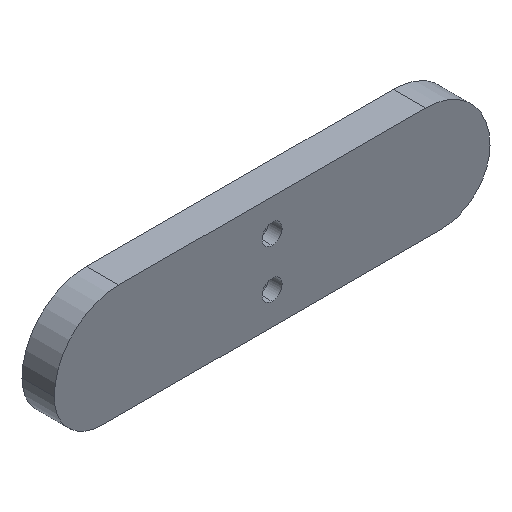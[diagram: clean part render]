
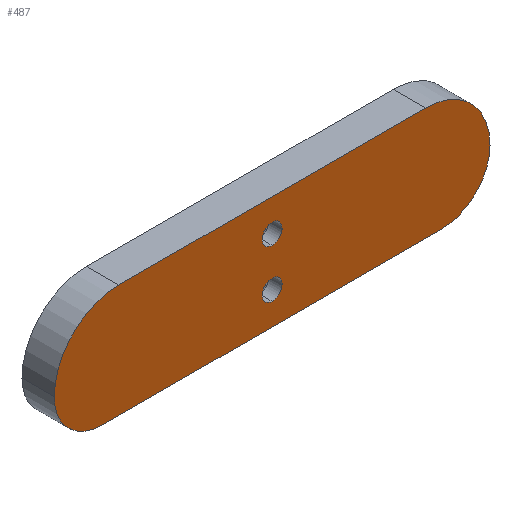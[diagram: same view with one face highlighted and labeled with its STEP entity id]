
A CAD part, isometric view. The second image highlights one B-rep face of the part: STEP entity #487.
In plain terms, the highlighted planar face has unit normal (0, -1, 0).
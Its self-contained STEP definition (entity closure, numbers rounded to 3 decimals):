
#17 = EDGE_CURVE ( 'NONE', #847, #337, #788, .T. ) ;
#29 = CARTESIAN_POINT ( 'NONE',  ( 67.25, 0., 5.623 ) ) ;
#35 = FACE_BOUND ( 'NONE', #402, .T. ) ;
#37 = CARTESIAN_POINT ( 'NONE',  ( 72.25, 0., -9.377 ) ) ;
#60 = CIRCLE ( 'NONE', #75, 20. ) ;
#64 = DIRECTION ( 'NONE',  ( 0., 0., 1. ) ) ;
#71 = AXIS2_PLACEMENT_3D ( 'NONE', #265, #540, #554 ) ;
#75 = AXIS2_PLACEMENT_3D ( 'NONE', #29, #607, #105 ) ;
#82 = AXIS2_PLACEMENT_3D ( 'NONE', #386, #615, #254 ) ;
#90 = DIRECTION ( 'NONE',  ( 0., 0., -1. ) ) ;
#98 = DIRECTION ( 'NONE',  ( 0., 0., 1. ) ) ;
#102 = FACE_OUTER_BOUND ( 'NONE', #679, .T. ) ;
#105 = DIRECTION ( 'NONE',  ( 0., 0., 1. ) ) ;
#114 = VERTEX_POINT ( 'NONE', #888 ) ;
#115 = EDGE_LOOP ( 'NONE', ( #510, #513 ) ) ;
#118 = CIRCLE ( 'NONE', #318, 15. ) ;
#126 = CARTESIAN_POINT ( 'NONE',  ( 19.75, 0., 15.623 ) ) ;
#130 = DIRECTION ( 'NONE',  ( 0., -1., 0. ) ) ;
#133 = CIRCLE ( 'NONE', #583, 3.1 ) ;
#173 = EDGE_CURVE ( 'NONE', #114, #771, #850, .T. ) ;
#199 = CIRCLE ( 'NONE', #706, 3.1 ) ;
#213 = ORIENTED_EDGE ( 'NONE', *, *, #765, .T. ) ;
#224 = CARTESIAN_POINT ( 'NONE',  ( -47.75, 0., -9.377 ) ) ;
#254 = DIRECTION ( 'NONE',  ( 0., 0., -1. ) ) ;
#262 = DIRECTION ( 'NONE',  ( 0., -1., 0. ) ) ;
#265 = CARTESIAN_POINT ( 'NONE',  ( 19.75, 0., 15.623 ) ) ;
#287 = DIRECTION ( 'NONE',  ( 0., -1., 0. ) ) ;
#306 = EDGE_CURVE ( 'NONE', #448, #523, #118, .T. ) ;
#318 = AXIS2_PLACEMENT_3D ( 'NONE', #428, #287, #562 ) ;
#326 = ORIENTED_EDGE ( 'NONE', *, *, #342, .F. ) ;
#337 = VERTEX_POINT ( 'NONE', #441 ) ;
#341 = DIRECTION ( 'NONE',  ( 0., 0., -1. ) ) ;
#342 = EDGE_CURVE ( 'NONE', #690, #812, #133, .T. ) ;
#360 = VERTEX_POINT ( 'NONE', #377 ) ;
#366 = CARTESIAN_POINT ( 'NONE',  ( -47.75, 0., 25.623 ) ) ;
#368 = EDGE_CURVE ( 'NONE', #847, #523, #373, .T. ) ;
#373 = LINE ( 'NONE', #224, #397 ) ;
#374 = DIRECTION ( 'NONE',  ( 1., 0., 0. ) ) ;
#377 = CARTESIAN_POINT ( 'NONE',  ( -27.75, 0., 25.623 ) ) ;
#386 = CARTESIAN_POINT ( 'NONE',  ( 19.75, 0., 0.623 ) ) ;
#397 = VECTOR ( 'NONE', #778, 1000. ) ;
#402 = EDGE_LOOP ( 'NONE', ( #853, #326 ) ) ;
#428 = CARTESIAN_POINT ( 'NONE',  ( -32.75, 0., 5.623 ) ) ;
#434 = CARTESIAN_POINT ( 'NONE',  ( -47.75, 0., 5.623 ) ) ;
#441 = CARTESIAN_POINT ( 'NONE',  ( 87.25, 0., 5.623 ) ) ;
#448 = VERTEX_POINT ( 'NONE', #434 ) ;
#450 = DIRECTION ( 'NONE',  ( 0., 0., 1. ) ) ;
#453 = VERTEX_POINT ( 'NONE', #703 ) ;
#459 = ORIENTED_EDGE ( 'NONE', *, *, #306, .T. ) ;
#464 = CIRCLE ( 'NONE', #82, 3.1 ) ;
#466 = CARTESIAN_POINT ( 'NONE',  ( 19.75, 0., 18.723 ) ) ;
#469 = CARTESIAN_POINT ( 'NONE',  ( 0., 0., 0. ) ) ;
#487 = ADVANCED_FACE ( 'NONE', ( #795, #35, #102 ), #727, .F. ) ;
#510 = ORIENTED_EDGE ( 'NONE', *, *, #173, .F. ) ;
#513 = ORIENTED_EDGE ( 'NONE', *, *, #642, .F. ) ;
#519 = ORIENTED_EDGE ( 'NONE', *, *, #614, .T. ) ;
#523 = VERTEX_POINT ( 'NONE', #871 ) ;
#524 = CARTESIAN_POINT ( 'NONE',  ( 72.25, 0., 5.623 ) ) ;
#540 = DIRECTION ( 'NONE',  ( 0., -1., 0. ) ) ;
#542 = CARTESIAN_POINT ( 'NONE',  ( -27.75, 0., 5.623 ) ) ;
#554 = DIRECTION ( 'NONE',  ( 0., 0., -1. ) ) ;
#555 = EDGE_CURVE ( 'NONE', #812, #690, #464, .T. ) ;
#562 = DIRECTION ( 'NONE',  ( 0., 0., 1. ) ) ;
#567 = LINE ( 'NONE', #366, #593 ) ;
#583 = AXIS2_PLACEMENT_3D ( 'NONE', #713, #708, #90 ) ;
#593 = VECTOR ( 'NONE', #374, 1000. ) ;
#597 = CARTESIAN_POINT ( 'NONE',  ( 19.75, 0., 3.723 ) ) ;
#607 = DIRECTION ( 'NONE',  ( 0., -1., 0. ) ) ;
#614 = EDGE_CURVE ( 'NONE', #360, #448, #721, .T. ) ;
#615 = DIRECTION ( 'NONE',  ( 0., -1., 0. ) ) ;
#617 = ORIENTED_EDGE ( 'NONE', *, *, #890, .F. ) ;
#642 = EDGE_CURVE ( 'NONE', #771, #114, #199, .T. ) ;
#663 = AXIS2_PLACEMENT_3D ( 'NONE', #469, #741, #98 ) ;
#679 = EDGE_LOOP ( 'NONE', ( #733, #829, #213, #617, #519, #459 ) ) ;
#690 = VERTEX_POINT ( 'NONE', #597 ) ;
#695 = AXIS2_PLACEMENT_3D ( 'NONE', #542, #262, #64 ) ;
#703 = CARTESIAN_POINT ( 'NONE',  ( 67.25, 0., 25.623 ) ) ;
#706 = AXIS2_PLACEMENT_3D ( 'NONE', #126, #130, #341 ) ;
#708 = DIRECTION ( 'NONE',  ( 0., -1., 0. ) ) ;
#713 = CARTESIAN_POINT ( 'NONE',  ( 19.75, 0., 0.623 ) ) ;
#721 = CIRCLE ( 'NONE', #695, 20. ) ;
#727 = PLANE ( 'NONE',  #663 ) ;
#733 = ORIENTED_EDGE ( 'NONE', *, *, #368, .F. ) ;
#741 = DIRECTION ( 'NONE',  ( 0., 1., 0. ) ) ;
#742 = DIRECTION ( 'NONE',  ( 0., -1., 0. ) ) ;
#765 = EDGE_CURVE ( 'NONE', #337, #453, #60, .T. ) ;
#771 = VERTEX_POINT ( 'NONE', #466 ) ;
#778 = DIRECTION ( 'NONE',  ( -1., 0., 0. ) ) ;
#788 = CIRCLE ( 'NONE', #811, 15. ) ;
#795 = FACE_BOUND ( 'NONE', #115, .T. ) ;
#796 = CARTESIAN_POINT ( 'NONE',  ( 19.75, 0., -2.477 ) ) ;
#811 = AXIS2_PLACEMENT_3D ( 'NONE', #524, #742, #450 ) ;
#812 = VERTEX_POINT ( 'NONE', #796 ) ;
#829 = ORIENTED_EDGE ( 'NONE', *, *, #17, .T. ) ;
#847 = VERTEX_POINT ( 'NONE', #37 ) ;
#850 = CIRCLE ( 'NONE', #71, 3.1 ) ;
#853 = ORIENTED_EDGE ( 'NONE', *, *, #555, .F. ) ;
#871 = CARTESIAN_POINT ( 'NONE',  ( -32.75, 0., -9.377 ) ) ;
#888 = CARTESIAN_POINT ( 'NONE',  ( 19.75, 0., 12.523 ) ) ;
#890 = EDGE_CURVE ( 'NONE', #360, #453, #567, .T. ) ;
